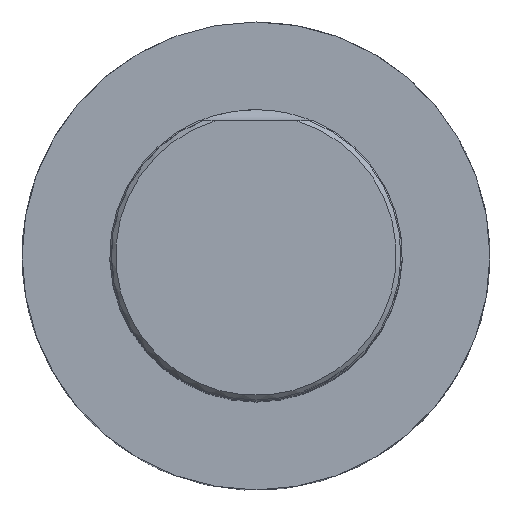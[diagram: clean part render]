
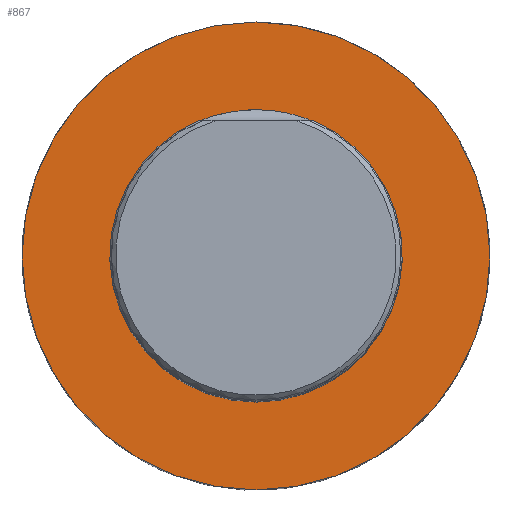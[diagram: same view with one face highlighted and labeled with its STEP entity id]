
A CAD part, top view. The second image highlights one B-rep face of the part: STEP entity #867.
In plain terms, the highlighted planar face has unit normal (0, 0, 1).
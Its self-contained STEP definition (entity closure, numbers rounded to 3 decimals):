
#424=FACE_BOUND('',#1743,.T.);
#425=FACE_BOUND('',#1744,.T.);
#867=ADVANCED_FACE('TB_IB_SU_5',(#424,#425),#1235,.T.);
#1235=PLANE('',#6657);
#1743=EDGE_LOOP('',(#3084));
#1744=EDGE_LOOP('',(#3085));
#3084=ORIENTED_EDGE('',*,*,#5475,.T.);
#3085=ORIENTED_EDGE('',*,*,#5474,.T.);
#4871=VERTEX_POINT('',#9276);
#4872=VERTEX_POINT('',#9279);
#5474=EDGE_CURVE('',#4871,#4871,#6367,.T.);
#5475=EDGE_CURVE('',#4872,#4872,#6368,.T.);
#6367=CIRCLE('',#6654,24.996);
#6368=CIRCLE('',#6656,40.);
#6654=AXIS2_PLACEMENT_3D('',#9275,#7369,#7370);
#6656=AXIS2_PLACEMENT_3D('',#9278,#7373,#7374);
#6657=AXIS2_PLACEMENT_3D('',#9280,#7375,#7376);
#7369=DIRECTION('',(0.,0.,-1.));
#7370=DIRECTION('',(0.,-1.,0.));
#7373=DIRECTION('',(0.,0.,1.));
#7374=DIRECTION('',(0.,1.,0.));
#7375=DIRECTION('',(0.,0.,1.));
#7376=DIRECTION('',(0.,1.,0.));
#9275=CARTESIAN_POINT('',(0.,0.,0.));
#9276=CARTESIAN_POINT('',(0.,-24.996,0.));
#9278=CARTESIAN_POINT('',(0.,0.,0.));
#9279=CARTESIAN_POINT('',(0.,40.,0.));
#9280=CARTESIAN_POINT('',(0.,0.,0.));
